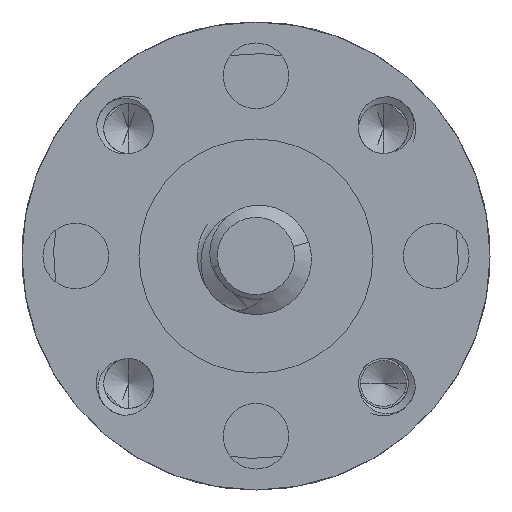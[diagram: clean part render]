
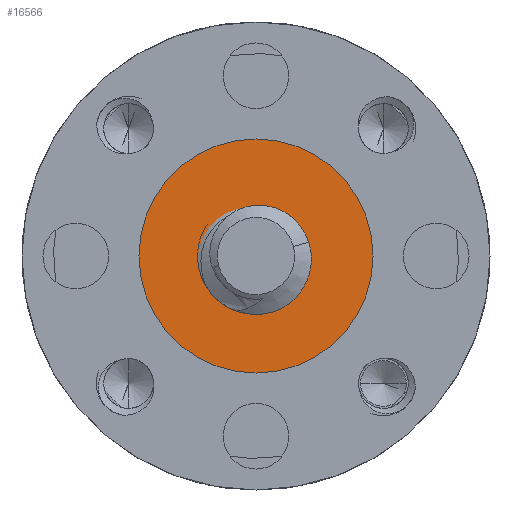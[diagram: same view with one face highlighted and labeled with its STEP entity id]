
A CAD part, front view. The second image highlights one B-rep face of the part: STEP entity #16566.
In plain terms, the highlighted planar face has unit normal (0, -1, 0).
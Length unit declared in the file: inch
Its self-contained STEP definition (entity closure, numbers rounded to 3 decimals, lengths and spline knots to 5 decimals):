
#370 = ORIENTED_EDGE ( 'NONE', *, *, #2861, .T. ) ;
#600 = ORIENTED_EDGE ( 'NONE', *, *, #8730, .F. ) ;
#617 = CARTESIAN_POINT ( 'NONE',  ( 0.09972, 0.275, -0.03311 ) ) ;
#629 = AXIS2_PLACEMENT_3D ( 'NONE', #8505, #7262, #1850 ) ;
#818 = CIRCLE ( 'NONE', #7506, 0.1005 ) ;
#964 = PLANE ( 'NONE',  #11689 ) ;
#1083 = CARTESIAN_POINT ( 'NONE',  ( 0., 0.275, 0. ) ) ;
#1497 = CARTESIAN_POINT ( 'NONE',  ( 0., 0.275, 0. ) ) ;
#1599 = CARTESIAN_POINT ( 'NONE',  ( -0.10535, 0.275, -0.06728 ) ) ;
#1641 = CARTESIAN_POINT ( 'NONE',  ( -0.04415, 0.275, 0.09183 ) ) ;
#1768 = VERTEX_POINT ( 'NONE', #17257 ) ;
#1811 = AXIS2_PLACEMENT_3D ( 'NONE', #9281, #17381, #11842 ) ;
#1850 = DIRECTION ( 'NONE',  ( 0., 0., -1. ) ) ;
#1920 = CARTESIAN_POINT ( 'NONE',  ( 0.1005, 0.275, 0.0005 ) ) ;
#2217 = CARTESIAN_POINT ( 'NONE',  ( 0.10165, 0.275, -0.00783 ) ) ;
#2301 = EDGE_CURVE ( 'NONE', #11878, #9319, #7914, .T. ) ;
#2599 = DIRECTION ( 'NONE',  ( 0., -1., 0. ) ) ;
#2763 = ORIENTED_EDGE ( 'NONE', *, *, #17446, .T. ) ;
#2839 = CARTESIAN_POINT ( 'NONE',  ( -0.11798, 0.275, -0.01043 ) ) ;
#2861 = EDGE_CURVE ( 'NONE', #9319, #11878, #8751, .T. ) ;
#2971 = CARTESIAN_POINT ( 'NONE',  ( -0.11729, 0.275, -0.02719 ) ) ;
#3028 = CARTESIAN_POINT ( 'NONE',  ( -0.10616, 0.275, 0.03806 ) ) ;
#3386 = CARTESIAN_POINT ( 'NONE',  ( 0.01626, 0.275, -0.1193 ) ) ;
#3446 = CARTESIAN_POINT ( 'NONE',  ( 0.09776, 0.275, -0.04145 ) ) ;
#3559 = CARTESIAN_POINT ( 'NONE',  ( 0.03232, 0.275, -0.11399 ) ) ;
#4160 = FACE_BOUND ( 'NONE', #7873, .T. ) ;
#4226 = CARTESIAN_POINT ( 'NONE',  ( -0.1021, 0.275, 0.04543 ) ) ;
#4262 = DIRECTION ( 'NONE',  ( 0., -1., 0. ) ) ;
#4342 = CARTESIAN_POINT ( 'NONE',  ( -0.08663, 0.275, 0.06532 ) ) ;
#5015 = ORIENTED_EDGE ( 'NONE', *, *, #14438, .F. ) ;
#5385 = B_SPLINE_CURVE_WITH_KNOTS ( 'NONE', 3,
 ( #7150, #15162, #11118, #12451, #2971, #2839, #8459, #12513, #15265, #3028, #4226, #13779, #4342, #13909, #5720, #5606, #1641, #9630 ),
 .UNSPECIFIED., .F., .F.,
 ( 4, 2, 2, 2, 2, 2, 2, 2, 4 ),
 ( 0., 0.00064, 0.00127, 0.00191, 0.00254, 0.00318, 0.00382, 0.00445, 0.00509 ),
 .UNSPECIFIED. ) ;
#5525 = CARTESIAN_POINT ( 'NONE',  ( 0., 0.275, 0.25 ) ) ;
#5606 = CARTESIAN_POINT ( 'NONE',  ( -0.05209, 0.275, 0.08879 ) ) ;
#5720 = CARTESIAN_POINT ( 'NONE',  ( -0.06691, 0.275, 0.08109 ) ) ;
#5951 = EDGE_CURVE ( 'NONE', #11755, #1768, #5385, .T. ) ;
#6137 = CARTESIAN_POINT ( 'NONE',  ( -0.0256, 0.275, -0.12235 ) ) ;
#6180 = CARTESIAN_POINT ( 'NONE',  ( 0., 0.275, 0. ) ) ;
#6206 = CARTESIAN_POINT ( 'NONE',  ( -0.00861, 0.275, -0.12302 ) ) ;
#6310 = CARTESIAN_POINT ( 'NONE',  ( 0.10164, 0.275, -0.0164 ) ) ;
#6979 = DIRECTION ( 'NONE',  ( 0., 0., -1. ) ) ;
#7150 = CARTESIAN_POINT ( 'NONE',  ( -0.10535, 0.275, -0.06728 ) ) ;
#7262 = DIRECTION ( 'NONE',  ( 0., -1., 0. ) ) ;
#7506 = AXIS2_PLACEMENT_3D ( 'NONE', #6180, #15775, #10429 ) ;
#7793 = FACE_OUTER_BOUND ( 'NONE', #8411, .T. ) ;
#7873 = EDGE_LOOP ( 'NONE', ( #17476, #16225, #600, #5015, #2763 ) ) ;
#7914 = CIRCLE ( 'NONE', #9922, 0.25 ) ;
#8229 = CARTESIAN_POINT ( 'NONE',  ( 0., 0.275, 0. ) ) ;
#8411 = EDGE_LOOP ( 'NONE', ( #370, #11679 ) ) ;
#8459 = CARTESIAN_POINT ( 'NONE',  ( -0.11747, 0.275, -0.0021 ) ) ;
#8505 = CARTESIAN_POINT ( 'NONE',  ( 0., 0.275, 0. ) ) ;
#8512 = CIRCLE ( 'NONE', #14993, 0.1005 ) ;
#8730 = EDGE_CURVE ( 'NONE', #11347, #1768, #8512, .T. ) ;
#8751 = CIRCLE ( 'NONE', #629, 0.25 ) ;
#8931 = B_SPLINE_CURVE_WITH_KNOTS ( 'NONE', 3,
 ( #10387, #2217, #6310, #617, #3446, #14368, #11801, #11750, #10216, #11583, #3559, #3386, #13111, #6206, #12925, #6137 ),
 .UNSPECIFIED., .F., .F.,
 ( 4, 2, 2, 2, 2, 2, 2, 4 ),
 ( 0.00139, 0.00203, 0.00267, 0.00395, 0.00459, 0.00522, 0.00586, 0.0065 ),
 .UNSPECIFIED. ) ;
#9281 = CARTESIAN_POINT ( 'NONE',  ( 0., 0.275, 0. ) ) ;
#9319 = VERTEX_POINT ( 'NONE', #10860 ) ;
#9526 = CIRCLE ( 'NONE', #1811, 0.125 ) ;
#9630 = CARTESIAN_POINT ( 'NONE',  ( -0.036, 0.275, 0.09383 ) ) ;
#9922 = AXIS2_PLACEMENT_3D ( 'NONE', #1497, #4262, #12220 ) ;
#10216 = CARTESIAN_POINT ( 'NONE',  ( 0.05455, 0.275, -0.1021 ) ) ;
#10387 = CARTESIAN_POINT ( 'NONE',  ( 0.1005, 0.275, 0.0005 ) ) ;
#10429 = DIRECTION ( 'NONE',  ( 0., 0., -1. ) ) ;
#10628 = DIRECTION ( 'NONE',  ( 0., 0., -1. ) ) ;
#10860 = CARTESIAN_POINT ( 'NONE',  ( 0., 0.275, -0.25 ) ) ;
#11118 = CARTESIAN_POINT ( 'NONE',  ( -0.11194, 0.275, -0.05181 ) ) ;
#11335 = CARTESIAN_POINT ( 'NONE',  ( 0., 0.275, 0.1005 ) ) ;
#11347 = VERTEX_POINT ( 'NONE', #11335 ) ;
#11583 = CARTESIAN_POINT ( 'NONE',  ( 0.04004, 0.275, -0.11054 ) ) ;
#11679 = ORIENTED_EDGE ( 'NONE', *, *, #2301, .T. ) ;
#11689 = AXIS2_PLACEMENT_3D ( 'NONE', #1083, #2599, #10628 ) ;
#11750 = CARTESIAN_POINT ( 'NONE',  ( 0.06141, 0.275, -0.09696 ) ) ;
#11755 = VERTEX_POINT ( 'NONE', #1599 ) ;
#11801 = CARTESIAN_POINT ( 'NONE',  ( 0.07969, 0.275, -0.07964 ) ) ;
#11842 = DIRECTION ( 'NONE',  ( 0., 0., -1. ) ) ;
#11878 = VERTEX_POINT ( 'NONE', #5525 ) ;
#12220 = DIRECTION ( 'NONE',  ( 0., 0., -1. ) ) ;
#12451 = CARTESIAN_POINT ( 'NONE',  ( -0.11605, 0.275, -0.03562 ) ) ;
#12513 = CARTESIAN_POINT ( 'NONE',  ( -0.11472, 0.275, 0.01447 ) ) ;
#12562 = VERTEX_POINT ( 'NONE', #1920 ) ;
#12925 = CARTESIAN_POINT ( 'NONE',  ( -0.01715, 0.275, -0.12313 ) ) ;
#13111 = CARTESIAN_POINT ( 'NONE',  ( 0.00807, 0.275, -0.1211 ) ) ;
#13779 = CARTESIAN_POINT ( 'NONE',  ( -0.09227, 0.275, 0.05915 ) ) ;
#13831 = DIRECTION ( 'NONE',  ( 0., -1., 0. ) ) ;
#13909 = CARTESIAN_POINT ( 'NONE',  ( -0.07398, 0.275, 0.07629 ) ) ;
#14036 = VERTEX_POINT ( 'NONE', #14902 ) ;
#14368 = CARTESIAN_POINT ( 'NONE',  ( 0.08918, 0.275, -0.06515 ) ) ;
#14438 = EDGE_CURVE ( 'NONE', #12562, #11347, #818, .T. ) ;
#14902 = CARTESIAN_POINT ( 'NONE',  ( -0.0256, 0.275, -0.12235 ) ) ;
#14993 = AXIS2_PLACEMENT_3D ( 'NONE', #8229, #13831, #6979 ) ;
#15162 = CARTESIAN_POINT ( 'NONE',  ( -0.10907, 0.275, -0.05967 ) ) ;
#15265 = CARTESIAN_POINT ( 'NONE',  ( -0.11246, 0.275, 0.02267 ) ) ;
#15775 = DIRECTION ( 'NONE',  ( 0., -1., 0. ) ) ;
#16120 = EDGE_CURVE ( 'NONE', #11755, #14036, #9526, .T. ) ;
#16225 = ORIENTED_EDGE ( 'NONE', *, *, #5951, .T. ) ;
#16566 = ADVANCED_FACE ( 'NONE', ( #7793, #4160 ), #964, .T. ) ;
#17257 = CARTESIAN_POINT ( 'NONE',  ( -0.036, 0.275, 0.09383 ) ) ;
#17381 = DIRECTION ( 'NONE',  ( 0., -1., 0. ) ) ;
#17446 = EDGE_CURVE ( 'NONE', #12562, #14036, #8931, .T. ) ;
#17476 = ORIENTED_EDGE ( 'NONE', *, *, #16120, .F. ) ;
